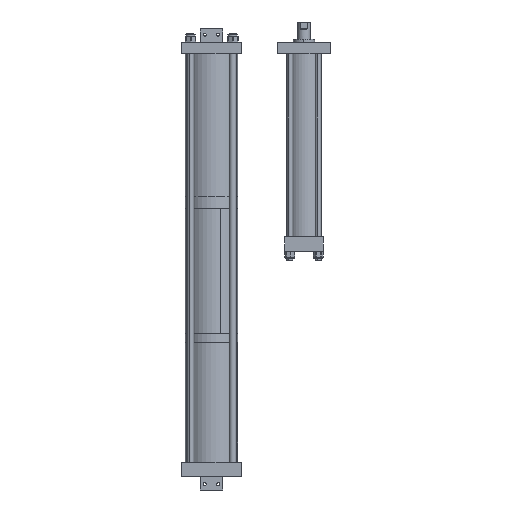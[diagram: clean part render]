
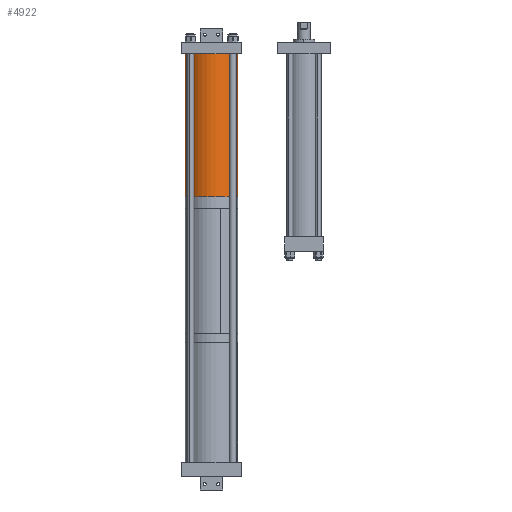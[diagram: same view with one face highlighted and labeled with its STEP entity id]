
A CAD part, front view. The second image highlights one B-rep face of the part: STEP entity #4922.
In plain terms, the highlighted cylindrical face has radius 73.025 mm (diameter 146.05 mm), a partial arc.
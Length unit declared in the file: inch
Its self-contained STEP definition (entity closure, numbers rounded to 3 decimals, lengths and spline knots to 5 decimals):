
#214 = CARTESIAN_POINT ( 'NONE',  ( 0., 0., 15.623 ) ) ;
#416 = EDGE_LOOP ( 'NONE', ( #10680, #654, #6043, #5873 ) ) ;
#654 = ORIENTED_EDGE ( 'NONE', *, *, #7088, .F. ) ;
#1708 = VERTEX_POINT ( 'NONE', #15501 ) ;
#1995 = LINE ( 'NONE', #3386, #2797 ) ;
#2623 = EDGE_CURVE ( 'NONE', #11474, #9762, #15951, .T. ) ;
#2797 = VECTOR ( 'NONE', #13737, 39.37008 ) ;
#3124 = CARTESIAN_POINT ( 'NONE',  ( -2.875, 0., 0. ) ) ;
#3312 = CARTESIAN_POINT ( 'NONE',  ( 2.875, 0., 0. ) ) ;
#3386 = CARTESIAN_POINT ( 'NONE',  ( 2.875, 0., 15.623 ) ) ;
#4922 = ADVANCED_FACE ( 'NONE', ( #6133 ), #14794, .T. ) ;
#5479 = VECTOR ( 'NONE', #14807, 39.37008 ) ;
#5873 = ORIENTED_EDGE ( 'NONE', *, *, #6823, .T. ) ;
#6043 = ORIENTED_EDGE ( 'NONE', *, *, #2623, .T. ) ;
#6133 = FACE_OUTER_BOUND ( 'NONE', #416, .T. ) ;
#6288 = CARTESIAN_POINT ( 'NONE',  ( 0., 0., 0. ) ) ;
#6823 = EDGE_CURVE ( 'NONE', #9762, #14916, #12619, .T. ) ;
#7088 = EDGE_CURVE ( 'NONE', #11474, #1708, #11596, .T. ) ;
#8871 = CARTESIAN_POINT ( 'NONE',  ( 0., 0., 15.623 ) ) ;
#9762 = VERTEX_POINT ( 'NONE', #3124 ) ;
#9896 = CARTESIAN_POINT ( 'NONE',  ( -2.875, 0., 15.623 ) ) ;
#9995 = EDGE_CURVE ( 'NONE', #1708, #14916, #1995, .T. ) ;
#10680 = ORIENTED_EDGE ( 'NONE', *, *, #9995, .F. ) ;
#11474 = VERTEX_POINT ( 'NONE', #9896 ) ;
#11596 = CIRCLE ( 'NONE', #13323, 2.875 ) ;
#12163 = AXIS2_PLACEMENT_3D ( 'NONE', #6288, #16499, #15269 ) ;
#12619 = CIRCLE ( 'NONE', #12163, 2.875 ) ;
#12630 = CARTESIAN_POINT ( 'NONE',  ( -2.875, 0., 15.623 ) ) ;
#12772 = DIRECTION ( 'NONE',  ( 0., 0., 1. ) ) ;
#12879 = AXIS2_PLACEMENT_3D ( 'NONE', #214, #15538, #15597 ) ;
#13323 = AXIS2_PLACEMENT_3D ( 'NONE', #8871, #12772, #15329 ) ;
#13737 = DIRECTION ( 'NONE',  ( 0., 0., -1. ) ) ;
#14794 = CYLINDRICAL_SURFACE ( 'NONE', #12879, 2.875 ) ;
#14807 = DIRECTION ( 'NONE',  ( 0., 0., -1. ) ) ;
#14916 = VERTEX_POINT ( 'NONE', #3312 ) ;
#15269 = DIRECTION ( 'NONE',  ( 1., 0., 0. ) ) ;
#15329 = DIRECTION ( 'NONE',  ( 1., 0., 0. ) ) ;
#15501 = CARTESIAN_POINT ( 'NONE',  ( 2.875, 0., 15.623 ) ) ;
#15538 = DIRECTION ( 'NONE',  ( 0., 0., -1. ) ) ;
#15597 = DIRECTION ( 'NONE',  ( -1., 0., 0. ) ) ;
#15951 = LINE ( 'NONE', #12630, #5479 ) ;
#16499 = DIRECTION ( 'NONE',  ( 0., 0., 1. ) ) ;
